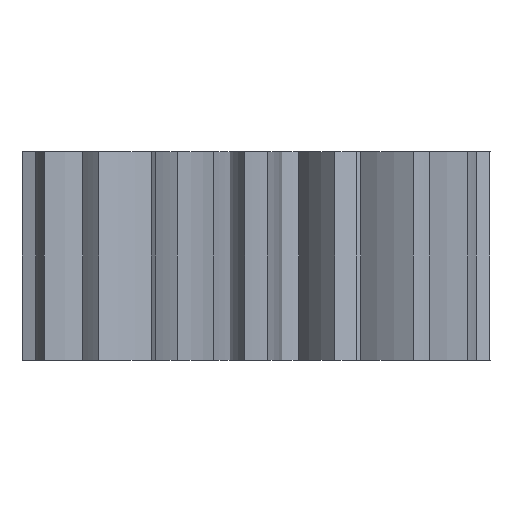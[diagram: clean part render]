
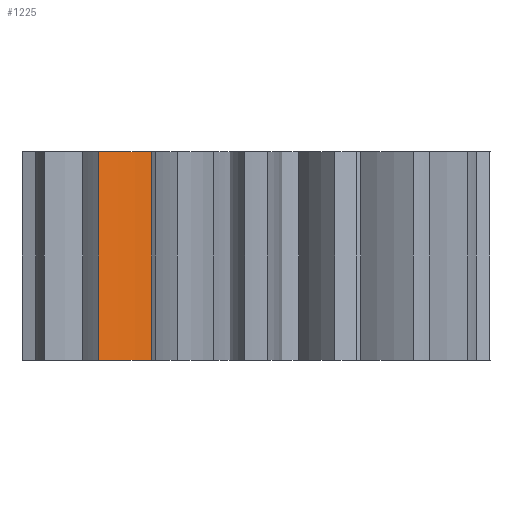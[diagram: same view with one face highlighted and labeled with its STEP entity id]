
A CAD part, left-side view. The second image highlights one B-rep face of the part: STEP entity #1225.
In plain terms, the highlighted cylindrical face has radius 14.69 mm (diameter 29.381 mm), a partial arc.
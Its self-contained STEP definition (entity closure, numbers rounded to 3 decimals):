
#30=FACE_OUTER_BOUND('',#98,.T.);
#98=EDGE_LOOP('',(#785,#786,#787,#788));
#169=LINE('',#2012,#237);
#172=LINE('',#2026,#240);
#237=VECTOR('',#1547,10.);
#240=VECTOR('',#1562,10.);
#309=CIRCLE('',#1329,14.69);
#310=CIRCLE('',#1330,14.69);
#439=VERTEX_POINT('',#2008);
#441=VERTEX_POINT('',#2011);
#445=VERTEX_POINT('',#2023);
#446=VERTEX_POINT('',#2025);
#576=EDGE_CURVE('',#441,#439,#169,.T.);
#582=EDGE_CURVE('',#445,#439,#309,.T.);
#583=EDGE_CURVE('',#446,#445,#172,.T.);
#584=EDGE_CURVE('',#441,#446,#310,.T.);
#785=ORIENTED_EDGE('',*,*,#582,.F.);
#786=ORIENTED_EDGE('',*,*,#583,.F.);
#787=ORIENTED_EDGE('',*,*,#584,.F.);
#788=ORIENTED_EDGE('',*,*,#576,.T.);
#1159=CYLINDRICAL_SURFACE('',#1328,14.69);
#1225=ADVANCED_FACE('',(#30),#1159,.T.);
#1328=AXIS2_PLACEMENT_3D('',#2022,#1558,#1559);
#1329=AXIS2_PLACEMENT_3D('',#2024,#1560,#1561);
#1330=AXIS2_PLACEMENT_3D('',#2027,#1563,#1564);
#1547=DIRECTION('',(0.,0.,1.));
#1558=DIRECTION('center_axis',(0.,0.,1.));
#1559=DIRECTION('ref_axis',(-0.755,-0.655,0.));
#1560=DIRECTION('center_axis',(0.,0.,1.));
#1561=DIRECTION('ref_axis',(-0.755,-0.655,0.));
#1562=DIRECTION('',(0.,0.,1.));
#1563=DIRECTION('center_axis',(0.,0.,-1.));
#1564=DIRECTION('ref_axis',(-0.755,-0.655,0.));
#2008=CARTESIAN_POINT('',(-10.843,8.042,16.));
#2011=CARTESIAN_POINT('',(-10.843,8.042,0.));
#2012=CARTESIAN_POINT('',(-10.843,8.042,0.));
#2022=CARTESIAN_POINT('Origin',(0.251,17.671,0.));
#2023=CARTESIAN_POINT('',(-13.337,12.088,16.));
#2024=CARTESIAN_POINT('Origin',(0.251,17.671,16.));
#2025=CARTESIAN_POINT('',(-13.337,12.088,0.));
#2026=CARTESIAN_POINT('',(-13.337,12.088,0.));
#2027=CARTESIAN_POINT('Origin',(0.251,17.671,0.));
